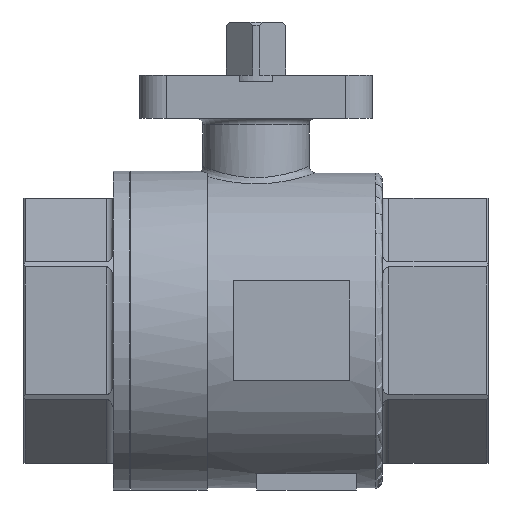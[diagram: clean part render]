
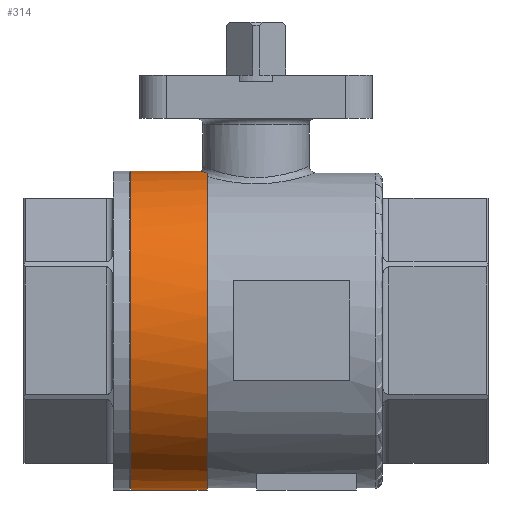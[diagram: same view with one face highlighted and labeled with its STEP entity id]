
A CAD part, left-side view. The second image highlights one B-rep face of the part: STEP entity #314.
In plain terms, the highlighted cylindrical face has radius 48 mm (diameter 96 mm), a full revolution.
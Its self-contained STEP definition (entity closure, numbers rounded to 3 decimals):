
#314 = ADVANCED_FACE( '', ( #698, #699 ), #700, .T. );
#698 = FACE_OUTER_BOUND( '', #1135, .T. );
#699 = FACE_OUTER_BOUND( '', #1136, .T. );
#700 = CYLINDRICAL_SURFACE( '', #1137, 48. );
#1135 = EDGE_LOOP( '', ( #3098, #3099 ) );
#1136 = EDGE_LOOP( '', ( #3100 ) );
#1137 = AXIS2_PLACEMENT_3D( '', #3101, #3102, #3103 );
#3098 = ORIENTED_EDGE( '', *, *, #3713, .F. );
#3099 = ORIENTED_EDGE( '', *, *, #3838, .T. );
#3100 = ORIENTED_EDGE( '', *, *, #3573, .T. );
#3101 = CARTESIAN_POINT( '', ( 0., -60., 0. ) );
#3102 = DIRECTION( '', ( 0., 1., 0. ) );
#3103 = DIRECTION( '', ( 0., 0., -1. ) );
#3573 = EDGE_CURVE( '', #4075, #4075, #4076, .T. );
#3713 = EDGE_CURVE( '', #4305, #4307, #4308, .T. );
#3838 = EDGE_CURVE( '', #4305, #4307, #4476, .T. );
#4075 = VERTEX_POINT( '', #5018 );
#4076 = CIRCLE( '', #5019, 48. );
#4305 = VERTEX_POINT( '', #5323 );
#4307 = VERTEX_POINT( '', #5342 );
#4308 = CIRCLE( '', #5343, 48. );
#4476 = B_SPLINE_CURVE_WITH_KNOTS( '', 3, ( #5601, #5602, #5603, #5604, #5605, #5606, #5607, #5608, #5609, #5610, #5611, #5612, #5613, #5614, #5615, #5616, #5617, #5618, #5619, #5620, #5621, #5622, #5623, #5624, #5625, #5626, #5627, #5628, #5629, #5630, #5631, #5632, #5633, #5634, #5635, #5636, #5637, #5638, #5639, #5640 ), .UNSPECIFIED., .F., .F., ( 4, 1, 1, 1, 2, 2, 1, 1, 2, 1, 1, 1, 2, 1, 2, 2, 1, 2, 1, 1, 1, 2, 2, 2, 1, 2, 4 ), ( 0.004, 0.005, 0.006, 0.007, 0.008, 0.008, 0.008, 0.008, 0.009, 0.01, 0.011, 0.012, 0.013, 0.013, 0.013, 0.013, 0.013, 0.014, 0.015, 0.016, 0.017, 0.018, 0.018, 0.018, 0.018, 0.019, 0.02 ), .UNSPECIFIED. );
#5018 = CARTESIAN_POINT( '', ( 0., 107.75, -48. ) );
#5019 = AXIS2_PLACEMENT_3D( '', #6072, #6073, #6074 );
#5323 = CARTESIAN_POINT( '', ( -7.545, 84.75, 47.403 ) );
#5342 = CARTESIAN_POINT( '', ( 7.545, 84.75, 47.403 ) );
#5343 = AXIS2_PLACEMENT_3D( '', #6258, #6259, #6260 );
#5601 = CARTESIAN_POINT( '', ( -7.545, 84.75, 47.403 ) );
#5602 = CARTESIAN_POINT( '', ( -7.257, 84.907, 47.449 ) );
#5603 = CARTESIAN_POINT( '', ( -6.672, 85.202, 47.537 ) );
#5604 = CARTESIAN_POINT( '', ( -5.771, 85.589, 47.655 ) );
#5605 = CARTESIAN_POINT( '', ( -4.847, 85.92, 47.758 ) );
#5606 = CARTESIAN_POINT( '', ( -4.215, 86.103, 47.816 ) );
#5607 = CARTESIAN_POINT( '', ( -3.854, 86.196, 47.845 ) );
#5608 = CARTESIAN_POINT( '', ( -3.814, 86.206, 47.848 ) );
#5609 = CARTESIAN_POINT( '', ( -3.734, 86.226, 47.855 ) );
#5610 = CARTESIAN_POINT( '', ( -3.614, 86.255, 47.864 ) );
#5611 = CARTESIAN_POINT( '', ( -3.332, 86.32, 47.885 ) );
#5612 = CARTESIAN_POINT( '', ( -3.091, 86.37, 47.901 ) );
#5613 = CARTESIAN_POINT( '', ( -2.607, 86.462, 47.93 ) );
#5614 = CARTESIAN_POINT( '', ( -1.96, 86.564, 47.963 ) );
#5615 = CARTESIAN_POINT( '', ( -0.983, 86.656, 47.993 ) );
#5616 = CARTESIAN_POINT( '', ( -0.001, 86.687, 48.003 ) );
#5617 = CARTESIAN_POINT( '', ( 0.658, 86.667, 47.997 ) );
#5618 = CARTESIAN_POINT( '', ( 1.029, 86.643, 47.989 ) );
#5619 = CARTESIAN_POINT( '', ( 1.091, 86.639, 47.988 ) );
#5620 = CARTESIAN_POINT( '', ( 1.153, 86.635, 47.986 ) );
#5621 = CARTESIAN_POINT( '', ( 1.195, 86.631, 47.985 ) );
#5622 = CARTESIAN_POINT( '', ( 1.215, 86.63, 47.985 ) );
#5623 = CARTESIAN_POINT( '', ( 1.319, 86.622, 47.982 ) );
#5624 = CARTESIAN_POINT( '', ( 1.566, 86.6, 47.975 ) );
#5625 = CARTESIAN_POINT( '', ( 1.812, 86.573, 47.966 ) );
#5626 = CARTESIAN_POINT( '', ( 2.302, 86.51, 47.946 ) );
#5627 = CARTESIAN_POINT( '', ( 2.949, 86.407, 47.913 ) );
#5628 = CARTESIAN_POINT( '', ( 3.905, 86.193, 47.844 ) );
#5629 = CARTESIAN_POINT( '', ( 4.845, 85.92, 47.758 ) );
#5630 = CARTESIAN_POINT( '', ( 5.462, 85.699, 47.689 ) );
#5631 = CARTESIAN_POINT( '', ( 5.844, 85.549, 47.643 ) );
#5632 = CARTESIAN_POINT( '', ( 5.92, 85.518, 47.634 ) );
#5633 = CARTESIAN_POINT( '', ( 6.034, 85.471, 47.619 ) );
#5634 = CARTESIAN_POINT( '', ( 6.072, 85.456, 47.614 ) );
#5635 = CARTESIAN_POINT( '', ( 6.148, 85.424, 47.605 ) );
#5636 = CARTESIAN_POINT( '', ( 6.337, 85.343, 47.58 ) );
#5637 = CARTESIAN_POINT( '', ( 6.524, 85.259, 47.555 ) );
#5638 = CARTESIAN_POINT( '', ( 6.969, 85.052, 47.492 ) );
#5639 = CARTESIAN_POINT( '', ( 7.26, 84.905, 47.449 ) );
#5640 = CARTESIAN_POINT( '', ( 7.545, 84.75, 47.403 ) );
#6072 = CARTESIAN_POINT( '', ( 0., 107.75, 0. ) );
#6073 = DIRECTION( '', ( 0., -1., 0. ) );
#6074 = DIRECTION( '', ( 0., 0., -1. ) );
#6258 = CARTESIAN_POINT( '', ( 0., 84.75, 0. ) );
#6259 = DIRECTION( '', ( 0., -1., 0. ) );
#6260 = DIRECTION( '', ( 0., 0., -1. ) );
